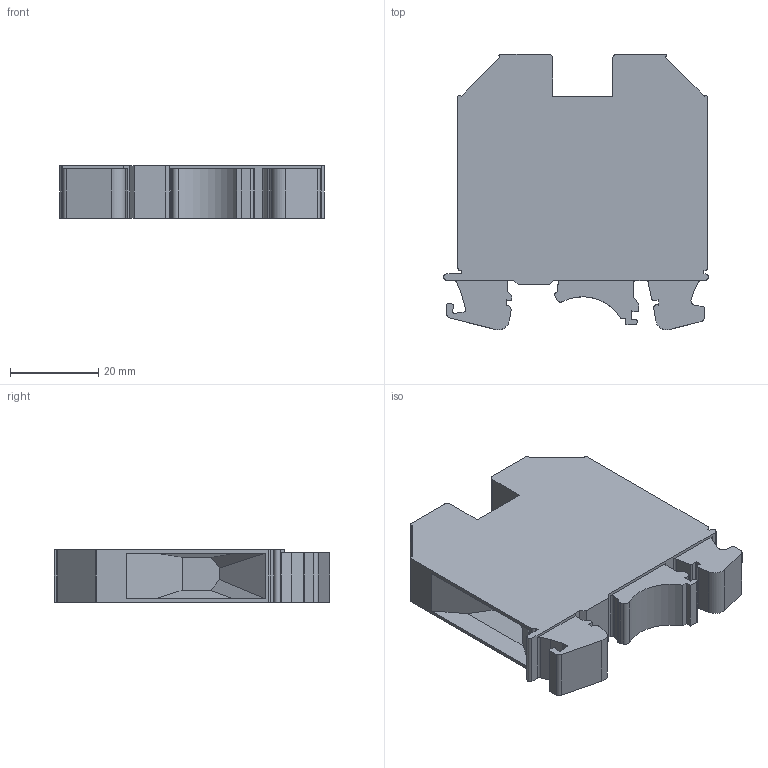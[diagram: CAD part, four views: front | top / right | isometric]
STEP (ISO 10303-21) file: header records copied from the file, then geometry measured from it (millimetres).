
FILE_DESCRIPTION( ( 'STEP AP203' ), '1' );
FILE_NAME( 'CDU16.stp', '2012-05-09T01:54:13', ( ' ' ), ( ' ' ), 'XStep 1.0', ' ', ' ' );
FILE_SCHEMA( ( 'CONFIG_CONTROL_DESIGN) ( )' ) );
Length unit declared in the file: metre
Products named in the file (1): 1
Bounding box: 60 x 62.49 x 12 mm (x, y, z)
Volume: 31092.8 mm3; surface area: 10980.5 mm2
Topology: 1 solids, 1 shells, 149 faces, 412 edges, 269 vertices
Faces by surface type: plane 109, cylinder 40
Full cylindrical faces by diameter (mm): 7 x2
Entity records: 4745 total; most frequent: CARTESIAN_POINT 832, ORIENTED_EDGE 820, DIRECTION 789, EDGE_CURVE 410, LINE 329, VECTOR 329, VERTEX_POINT 269, AXIS2_PLACEMENT_3D 230
